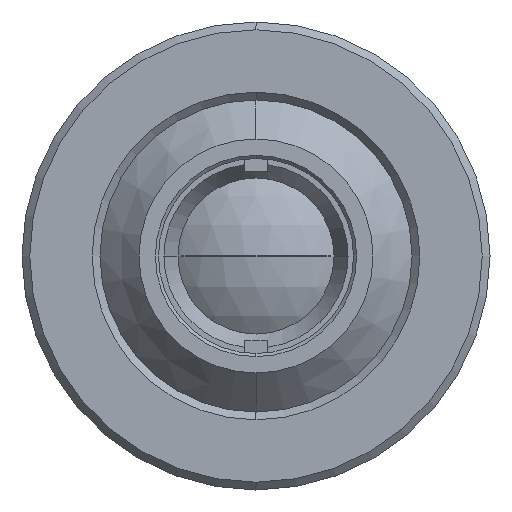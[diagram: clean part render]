
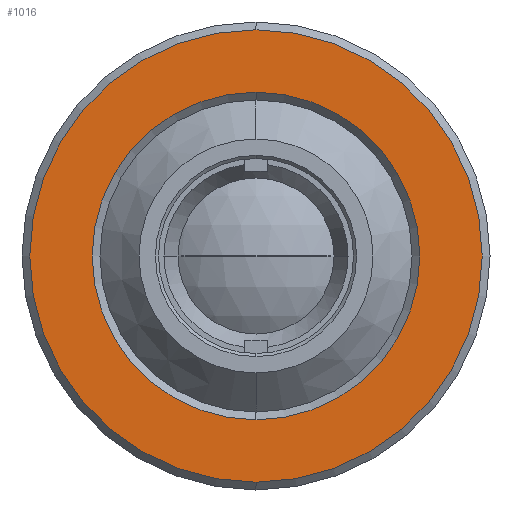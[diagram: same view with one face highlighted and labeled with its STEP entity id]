
A CAD part, left-side view. The second image highlights one B-rep face of the part: STEP entity #1016.
In plain terms, the highlighted planar face has unit normal (-1, 0, 0).
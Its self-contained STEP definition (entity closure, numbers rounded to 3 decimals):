
#15 = DIRECTION ( 'NONE',  ( 0., 0., -1. ) ) ;
#144 = CARTESIAN_POINT ( 'NONE',  ( 7.375, 0., 0. ) ) ;
#218 = VERTEX_POINT ( 'NONE', #1411 ) ;
#224 = CIRCLE ( 'NONE', #1503, 10.5 ) ;
#229 = AXIS2_PLACEMENT_3D ( 'NONE', #2405, #1474, #697 ) ;
#233 = ORIENTED_EDGE ( 'NONE', *, *, #893, .T. ) ;
#266 = EDGE_LOOP ( 'NONE', ( #233, #541 ) ) ;
#280 = EDGE_CURVE ( 'NONE', #1833, #485, #2275, .T. ) ;
#365 = DIRECTION ( 'NONE',  ( 1., 0., 0. ) ) ;
#432 = DIRECTION ( 'NONE',  ( 0., 0., -1. ) ) ;
#454 = DIRECTION ( 'NONE',  ( 1., 0., 0. ) ) ;
#468 = AXIS2_PLACEMENT_3D ( 'NONE', #2162, #454, #432 ) ;
#485 = VERTEX_POINT ( 'NONE', #1688 ) ;
#541 = ORIENTED_EDGE ( 'NONE', *, *, #280, .T. ) ;
#584 = AXIS2_PLACEMENT_3D ( 'NONE', #765, #1902, #15 ) ;
#616 = CARTESIAN_POINT ( 'NONE',  ( 7.375, 0., 14.5 ) ) ;
#697 = DIRECTION ( 'NONE',  ( 0., 0., -1. ) ) ;
#739 = EDGE_CURVE ( 'NONE', #218, #1610, #224, .T. ) ;
#765 = CARTESIAN_POINT ( 'NONE',  ( 7.375, 0., 0. ) ) ;
#847 = CARTESIAN_POINT ( 'NONE',  ( 7.375, 0., 0. ) ) ;
#893 = EDGE_CURVE ( 'NONE', #485, #1833, #2266, .T. ) ;
#941 = EDGE_LOOP ( 'NONE', ( #1448, #956 ) ) ;
#956 = ORIENTED_EDGE ( 'NONE', *, *, #739, .T. ) ;
#1016 = ADVANCED_FACE ( 'NONE', ( #1405, #1772 ), #1218, .F. ) ;
#1218 = PLANE ( 'NONE',  #468 ) ;
#1309 = CIRCLE ( 'NONE', #229, 10.5 ) ;
#1336 = CARTESIAN_POINT ( 'NONE',  ( 7.375, 0., 10.5 ) ) ;
#1405 = FACE_BOUND ( 'NONE', #941, .T. ) ;
#1411 = CARTESIAN_POINT ( 'NONE',  ( 7.375, 0., -10.5 ) ) ;
#1448 = ORIENTED_EDGE ( 'NONE', *, *, #1487, .T. ) ;
#1474 = DIRECTION ( 'NONE',  ( 1., 0., 0. ) ) ;
#1487 = EDGE_CURVE ( 'NONE', #1610, #218, #1309, .T. ) ;
#1503 = AXIS2_PLACEMENT_3D ( 'NONE', #144, #365, #1675 ) ;
#1610 = VERTEX_POINT ( 'NONE', #1336 ) ;
#1639 = AXIS2_PLACEMENT_3D ( 'NONE', #847, #2205, #1856 ) ;
#1675 = DIRECTION ( 'NONE',  ( 0., 0., -1. ) ) ;
#1688 = CARTESIAN_POINT ( 'NONE',  ( 7.375, 0., -14.5 ) ) ;
#1772 = FACE_OUTER_BOUND ( 'NONE', #266, .T. ) ;
#1833 = VERTEX_POINT ( 'NONE', #616 ) ;
#1856 = DIRECTION ( 'NONE',  ( 0., 0., -1. ) ) ;
#1902 = DIRECTION ( 'NONE',  ( -1., 0., 0. ) ) ;
#2162 = CARTESIAN_POINT ( 'NONE',  ( 7.375, 11., 0. ) ) ;
#2205 = DIRECTION ( 'NONE',  ( -1., 0., 0. ) ) ;
#2266 = CIRCLE ( 'NONE', #584, 14.5 ) ;
#2275 = CIRCLE ( 'NONE', #1639, 14.5 ) ;
#2405 = CARTESIAN_POINT ( 'NONE',  ( 7.375, 0., 0. ) ) ;
